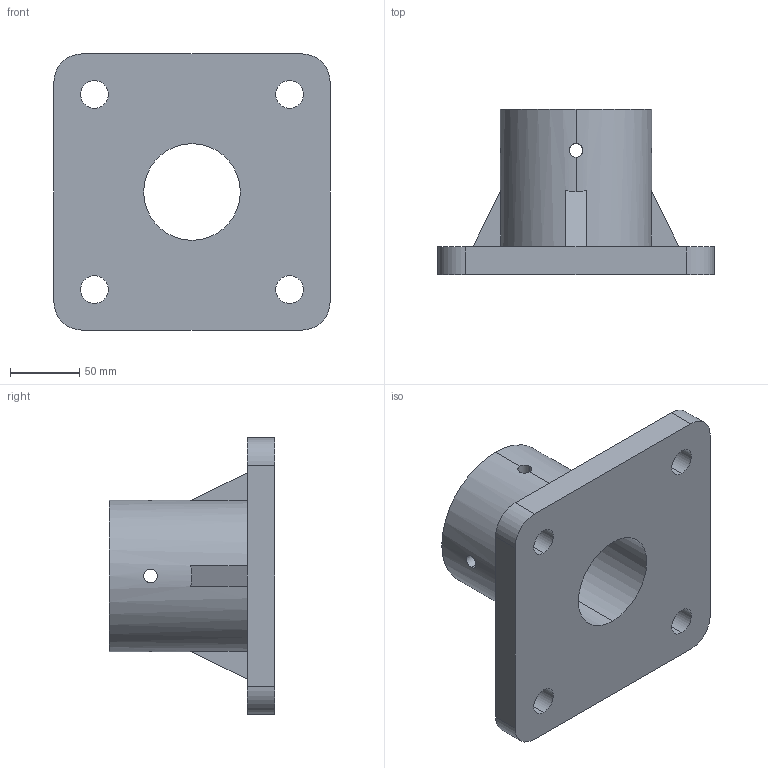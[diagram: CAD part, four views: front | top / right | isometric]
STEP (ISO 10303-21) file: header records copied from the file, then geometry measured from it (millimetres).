
FILE_DESCRIPTION (( 'STEP AP214' ), '1' );
FILE_NAME ('shaft_holder.STEP', '2021-01-06T01:59:36', ( '' ), ( '' ), 'SwSTEP 2.0', 'SolidWorks 2020', '' );
FILE_SCHEMA (( 'AUTOMOTIVE_DESIGN' ));
Length unit declared in the file: metre
Products named in the file (1): shaft_holder
Bounding box: 200 x 120 x 200 mm (x, y, z)
Volume: 1274637.6 mm3; surface area: 154716.2 mm2
Topology: 1 solids, 1 shells, 43 faces, 132 edges, 88 vertices
Faces by surface type: cylinder 24, plane 19
Entity records: 2094 total; most frequent: CARTESIAN_POINT 874, ORIENTED_EDGE 264, DIRECTION 224, EDGE_CURVE 132, VERTEX_POINT 88, AXIS2_PLACEMENT_3D 78, VECTOR 68, LINE 68
